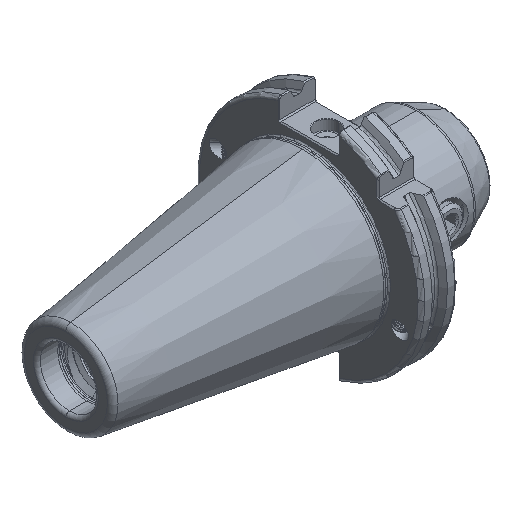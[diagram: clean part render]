
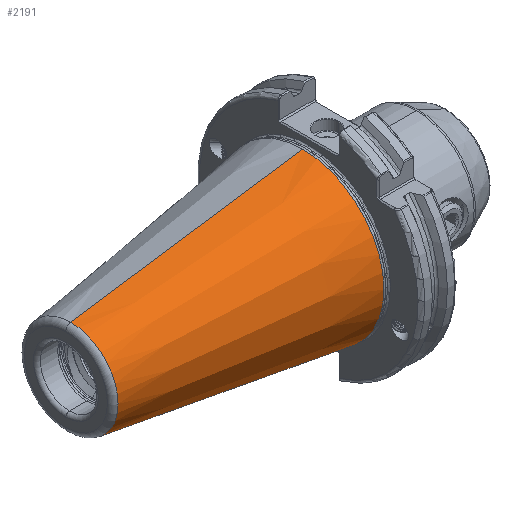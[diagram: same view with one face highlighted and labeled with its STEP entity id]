
A CAD part, isometric view. The second image highlights one B-rep face of the part: STEP entity #2191.
In plain terms, the highlighted conical face has half-angle 8.297 degrees and reference radius 35.392 mm.
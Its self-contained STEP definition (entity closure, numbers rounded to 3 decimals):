
#11 = VERTEX_POINT ( 'NONE', #28989 ) ;
#30 = VERTEX_POINT ( 'NONE', #27792 ) ;
#1086 = EDGE_LOOP ( 'NONE', ( #19902, #19911, #1655, #1650, #19903 ) ) ;
#1650 = ORIENTED_EDGE ( 'NONE', *, *, #26436, .F. ) ;
#1655 = ORIENTED_EDGE ( 'NONE', *, *, #9468, .T. ) ;
#2191 = ADVANCED_FACE ( 'NONE', ( #6204 ), #6217, .T. ) ;
#2452 = CARTESIAN_POINT ( 'NONE',  ( -102.811, 0., -20.399 ) ) ;
#2506 = CARTESIAN_POINT ( 'NONE',  ( -102.811, 0., 20.399 ) ) ;
#2529 = CARTESIAN_POINT ( 'NONE',  ( -2.5, -35.027, 0. ) ) ;
#2863 = DIRECTION ( 'NONE',  ( 0., 0., 1. ) ) ;
#2878 = DIRECTION ( 'NONE',  ( 1., 0., 0. ) ) ;
#2888 = CARTESIAN_POINT ( 'NONE',  ( -102.811, 0., 0. ) ) ;
#4375 = AXIS2_PLACEMENT_3D ( 'NONE', #29247, #29251, #29290 ) ;
#4438 = AXIS2_PLACEMENT_3D ( 'NONE', #2888, #2878, #2863 ) ;
#4464 = AXIS2_PLACEMENT_3D ( 'NONE', #21601, #21592, #21595 ) ;
#5405 = LINE ( 'NONE', #30112, #5419 ) ;
#5419 = VECTOR ( 'NONE', #30106, 1000. ) ;
#5452 = LINE ( 'NONE', #16441, #5453 ) ;
#5453 = VECTOR ( 'NONE', #16471, 1000. ) ;
#5455 = CIRCLE ( 'NONE', #4375, 35.027 ) ;
#5616 = CIRCLE ( 'NONE', #4438, 20.399 ) ;
#5716 = CIRCLE ( 'NONE', #4464, 35.027 ) ;
#6204 = FACE_OUTER_BOUND ( 'NONE', #1086, .T. ) ;
#6217 = CONICAL_SURFACE ( 'NONE', #6697, 35.392, 0.145 ) ;
#6697 = AXIS2_PLACEMENT_3D ( 'NONE', #14630, #14647, #14631 ) ;
#9468 = EDGE_CURVE ( 'NONE', #9739, #30, #5405, .T. ) ;
#9476 = EDGE_CURVE ( 'NONE', #11, #9740, #5455, .T. ) ;
#9531 = EDGE_CURVE ( 'NONE', #9737, #11, #5452, .T. ) ;
#9737 = VERTEX_POINT ( 'NONE', #2506 ) ;
#9739 = VERTEX_POINT ( 'NONE', #2452 ) ;
#9740 = VERTEX_POINT ( 'NONE', #2529 ) ;
#14630 = CARTESIAN_POINT ( 'NONE',  ( 0., 0., 0. ) ) ;
#14631 = DIRECTION ( 'NONE',  ( 0., 0., -1. ) ) ;
#14647 = DIRECTION ( 'NONE',  ( 1., 0., 0. ) ) ;
#16441 = CARTESIAN_POINT ( 'NONE',  ( 0., 0., 35.392 ) ) ;
#16471 = DIRECTION ( 'NONE',  ( 0.99, 0., 0.144 ) ) ;
#19902 = ORIENTED_EDGE ( 'NONE', *, *, #9531, .F. ) ;
#19903 = ORIENTED_EDGE ( 'NONE', *, *, #9476, .F. ) ;
#19911 = ORIENTED_EDGE ( 'NONE', *, *, #26325, .T. ) ;
#21592 = DIRECTION ( 'NONE',  ( 1., 0., 0. ) ) ;
#21595 = DIRECTION ( 'NONE',  ( 0., 1., 0. ) ) ;
#21601 = CARTESIAN_POINT ( 'NONE',  ( -2.5, 0., 0. ) ) ;
#26325 = EDGE_CURVE ( 'NONE', #9737, #9739, #5616, .T. ) ;
#26436 = EDGE_CURVE ( 'NONE', #9740, #30, #5716, .T. ) ;
#27792 = CARTESIAN_POINT ( 'NONE',  ( -2.5, 0., -35.027 ) ) ;
#28989 = CARTESIAN_POINT ( 'NONE',  ( -2.5, 0., 35.027 ) ) ;
#29247 = CARTESIAN_POINT ( 'NONE',  ( -2.5, 0., 0. ) ) ;
#29251 = DIRECTION ( 'NONE',  ( 1., 0., 0. ) ) ;
#29290 = DIRECTION ( 'NONE',  ( 0., 1., 0. ) ) ;
#30106 = DIRECTION ( 'NONE',  ( 0.99, 0., -0.144 ) ) ;
#30112 = CARTESIAN_POINT ( 'NONE',  ( 0., 0., -35.392 ) ) ;
